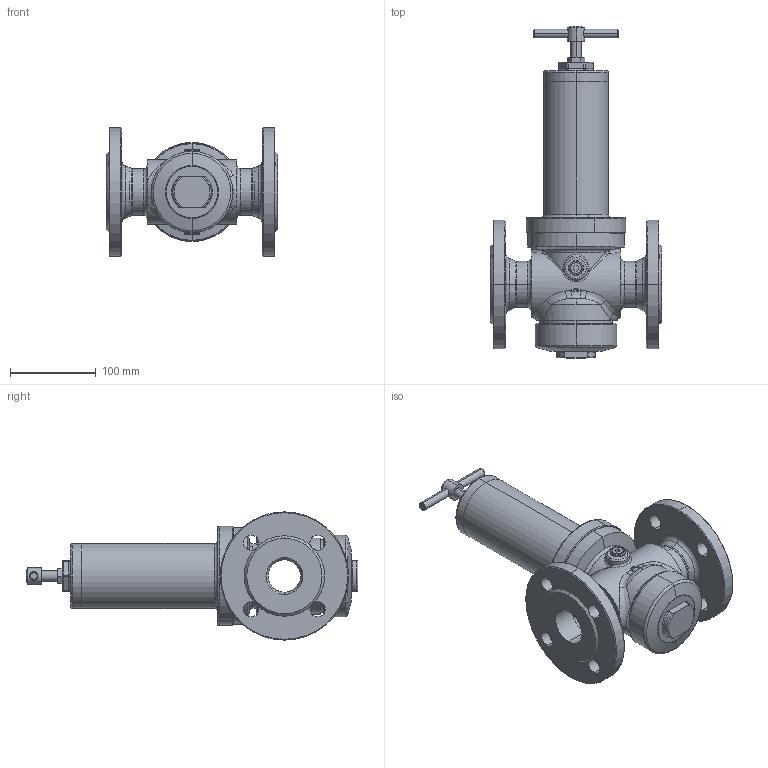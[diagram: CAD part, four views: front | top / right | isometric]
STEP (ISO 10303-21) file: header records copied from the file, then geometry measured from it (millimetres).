
FILE_DESCRIPTION (( 'STEP AP203' ), '1' );
FILE_NAME ('Typ_71-BG_III-D040-(84-99).STEP', '2021-04-13T10:01:26', ( '' ), ( '' ), 'SwSTEP 2.0', 'SolidWorks 2016', '' );
FILE_SCHEMA (( 'CONFIG_CONTROL_DESIGN' ));
Length unit declared in the file: millimetre
Products named in the file (1): Typ_71-BG_III-D040-(84-99)
Bounding box: 200 x 388 x 150 mm (x, y, z)
Volume: 1125479.4 mm3; surface area: 359205.7 mm2
Topology: 11 solids, 11 shells, 503 faces, 1141 edges, 673 vertices
Faces by surface type: cylinder 149, cone 141, plane 89, torus 84, bspline 32, sphere 8
Entity records: 18632 total; most frequent: CARTESIAN_POINT 7295, DIRECTION 2509, ORIENTED_EDGE 2274, EDGE_CURVE 1137, AXIS2_PLACEMENT_3D 1091, VERTEX_POINT 673, CIRCLE 619, EDGE_LOOP 558
